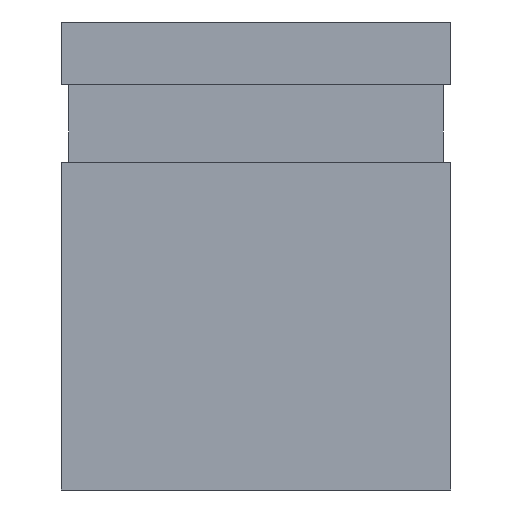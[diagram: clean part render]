
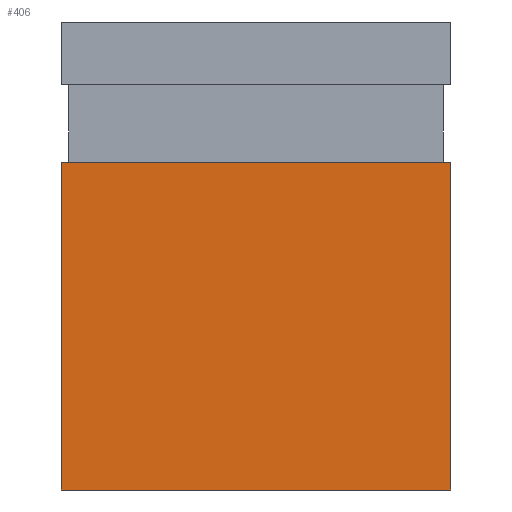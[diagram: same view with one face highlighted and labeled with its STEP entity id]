
A CAD part, front view. The second image highlights one B-rep face of the part: STEP entity #406.
In plain terms, the highlighted planar face has unit normal (0, -1, 0).
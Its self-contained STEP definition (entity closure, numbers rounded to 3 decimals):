
#73=DIRECTION('',(0.,0.,-1.));
#74=VECTOR('',#73,2.1);
#75=CARTESIAN_POINT('',(66.823,68.805,4.9));
#76=LINE('',#75,#74);
#77=DIRECTION('',(0.,0.,1.));
#78=VECTOR('',#77,2.1);
#79=CARTESIAN_POINT('',(69.323,68.805,2.8));
#80=LINE('',#79,#78);
#81=DIRECTION('',(1.,0.,0.));
#82=VECTOR('',#81,2.5);
#83=CARTESIAN_POINT('',(66.823,68.805,2.8));
#84=LINE('',#83,#82);
#93=DIRECTION('',(1.,0.,0.));
#94=VECTOR('',#93,2.5);
#95=CARTESIAN_POINT('',(66.823,68.805,4.9));
#96=LINE('',#95,#94);
#209=CARTESIAN_POINT('',(66.823,68.805,2.8));
#211=VERTEX_POINT('',#209);
#219=CARTESIAN_POINT('',(69.323,68.805,2.8));
#220=VERTEX_POINT('',#219);
#231=CARTESIAN_POINT('',(66.823,68.805,4.9));
#232=VERTEX_POINT('',#231);
#245=CARTESIAN_POINT('',(69.323,68.805,4.9));
#246=VERTEX_POINT('',#245);
#394=CARTESIAN_POINT('',(69.323,68.805,4.9));
#395=DIRECTION('',(0.,-1.,0.));
#396=DIRECTION('',(1.,0.,0.));
#397=AXIS2_PLACEMENT_3D('',#394,#395,#396);
#398=PLANE('',#397);
#399=ORIENTED_EDGE('',*,*,#360,.F.);
#401=ORIENTED_EDGE('',*,*,#400,.T.);
#402=ORIENTED_EDGE('',*,*,#386,.F.);
#403=ORIENTED_EDGE('',*,*,#280,.F.);
#404=EDGE_LOOP('',(#399,#401,#402,#403));
#405=FACE_OUTER_BOUND('',#404,.F.);
#406=ADVANCED_FACE('',(#405),#398,.T.);
#280=EDGE_CURVE('',#211,#220,#84,.T.);
#360=EDGE_CURVE('',#232,#211,#76,.T.);
#386=EDGE_CURVE('',#220,#246,#80,.T.);
#400=EDGE_CURVE('',#232,#246,#96,.T.);
